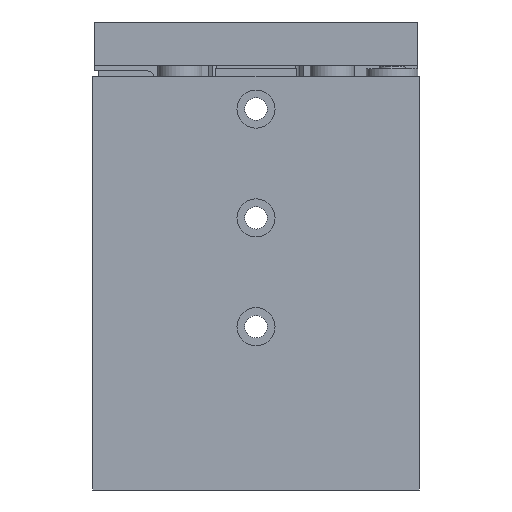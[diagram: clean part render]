
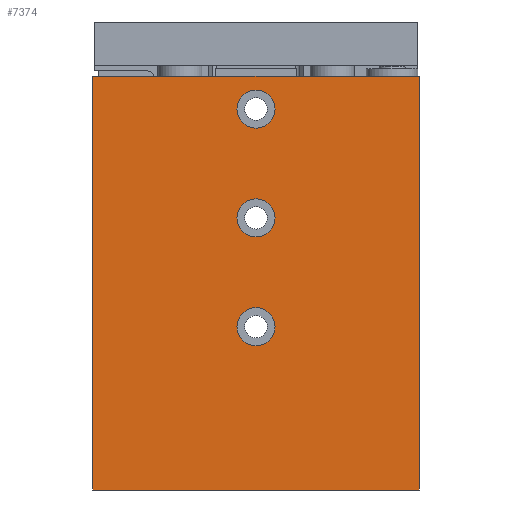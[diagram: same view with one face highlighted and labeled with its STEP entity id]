
A CAD part, front view. The second image highlights one B-rep face of the part: STEP entity #7374.
In plain terms, the highlighted planar face has unit normal (0, -1, 0).
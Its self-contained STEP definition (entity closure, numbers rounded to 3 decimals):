
#86=LINE('',#10793,#524);
#120=LINE('',#10869,#558);
#142=LINE('',#10961,#580);
#143=LINE('',#10969,#581);
#524=VECTOR('',#8667,1000.);
#558=VECTOR('',#8719,1000.);
#580=VECTOR('',#8789,1000.);
#581=VECTOR('',#8798,1000.);
#959=PLANE('',#7829);
#1247=ORIENTED_EDGE('',*,*,#2988,.F.);
#1248=ORIENTED_EDGE('',*,*,#2989,.F.);
#1249=ORIENTED_EDGE('',*,*,#2990,.F.);
#1250=ORIENTED_EDGE('',*,*,#2907,.F.);
#1251=ORIENTED_EDGE('',*,*,#2987,.F.);
#1252=ORIENTED_EDGE('',*,*,#2945,.T.);
#1253=ORIENTED_EDGE('',*,*,#2991,.T.);
#2907=EDGE_CURVE('',#3784,#3785,#86,.T.);
#2945=EDGE_CURVE('',#3818,#3817,#120,.T.);
#2987=EDGE_CURVE('',#3818,#3784,#142,.T.);
#2988=EDGE_CURVE('',#3854,#3854,#4431,.T.);
#2989=EDGE_CURVE('',#3855,#3855,#4432,.T.);
#2990=EDGE_CURVE('',#3856,#3856,#4433,.T.);
#2991=EDGE_CURVE('',#3817,#3785,#143,.T.);
#3784=VERTEX_POINT('',#10792);
#3785=VERTEX_POINT('',#10794);
#3817=VERTEX_POINT('',#10868);
#3818=VERTEX_POINT('',#10870);
#3854=VERTEX_POINT('',#10964);
#3855=VERTEX_POINT('',#10966);
#3856=VERTEX_POINT('',#10968);
#4431=CIRCLE('',#7830,3.5);
#4432=CIRCLE('',#7831,3.5);
#4433=CIRCLE('',#7832,3.5);
#4840=EDGE_LOOP('',(#1247));
#4841=EDGE_LOOP('',(#1248));
#4842=EDGE_LOOP('',(#1249));
#4843=EDGE_LOOP('',(#1250,#1251,#1252,#1253));
#5426=FACE_BOUND('',#4840,.T.);
#5427=FACE_BOUND('',#4841,.T.);
#5428=FACE_BOUND('',#4842,.T.);
#5429=FACE_BOUND('',#4843,.T.);
#7374=ADVANCED_FACE('',(#5426,#5427,#5428,#5429),#959,.T.);
#7829=AXIS2_PLACEMENT_3D('',#10962,#8790,#8791);
#7830=AXIS2_PLACEMENT_3D('',#10963,#8792,#8793);
#7831=AXIS2_PLACEMENT_3D('',#10965,#8794,#8795);
#7832=AXIS2_PLACEMENT_3D('',#10967,#8796,#8797);
#8667=DIRECTION('',(1.,0.,0.));
#8719=DIRECTION('',(1.,0.,0.));
#8789=DIRECTION('',(0.,0.,1.));
#8790=DIRECTION('',(0.,-1.,0.));
#8791=DIRECTION('',(0.,0.,-1.));
#8792=DIRECTION('',(0.,-1.,0.));
#8793=DIRECTION('',(0.,0.,-1.));
#8794=DIRECTION('',(0.,-1.,0.));
#8795=DIRECTION('',(0.,0.,-1.));
#8796=DIRECTION('',(0.,-1.,0.));
#8797=DIRECTION('',(0.,0.,-1.));
#8798=DIRECTION('',(0.,0.,1.));
#10792=CARTESIAN_POINT('',(-30.,0.,0.));
#10793=CARTESIAN_POINT('',(-30.,0.,0.));
#10794=CARTESIAN_POINT('',(30.,0.,0.));
#10868=CARTESIAN_POINT('',(30.,0.,-76.));
#10869=CARTESIAN_POINT('',(-30.,0.,-76.));
#10870=CARTESIAN_POINT('',(-30.,0.,-76.));
#10961=CARTESIAN_POINT('',(-30.,0.,-76.));
#10962=CARTESIAN_POINT('',(-30.,0.,-76.));
#10963=CARTESIAN_POINT('',(0.,0.,-26.));
#10964=CARTESIAN_POINT('',(0.,0.,-29.5));
#10965=CARTESIAN_POINT('',(0.,0.,-46.));
#10966=CARTESIAN_POINT('',(0.,0.,-49.5));
#10967=CARTESIAN_POINT('',(0.,0.,-6.));
#10968=CARTESIAN_POINT('',(0.,0.,-9.5));
#10969=CARTESIAN_POINT('',(30.,0.,-76.));
